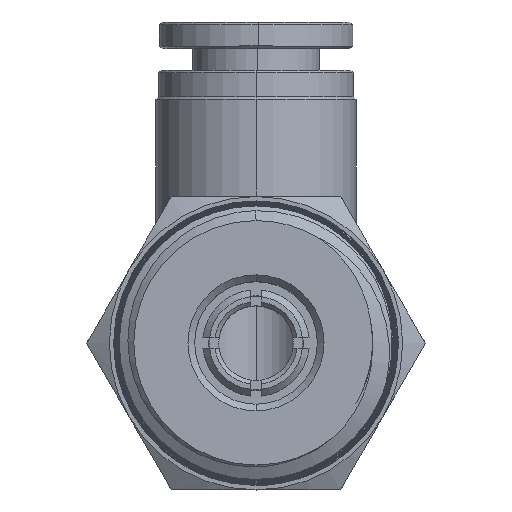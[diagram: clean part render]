
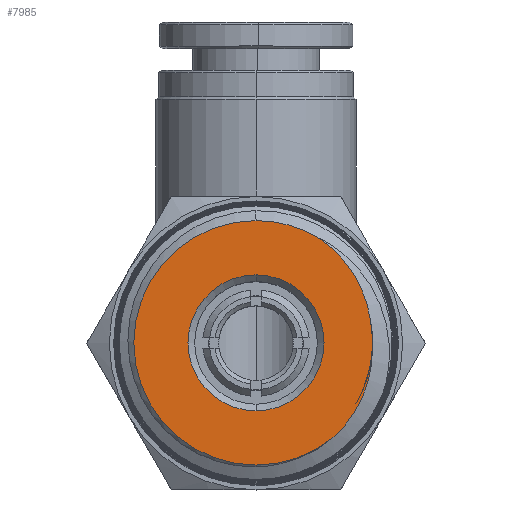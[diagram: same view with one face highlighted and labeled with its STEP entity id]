
A CAD part, top view. The second image highlights one B-rep face of the part: STEP entity #7985.
In plain terms, the highlighted planar face has unit normal (0, 0, 1).
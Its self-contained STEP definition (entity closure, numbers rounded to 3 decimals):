
#148 = EDGE_LOOP ( 'NONE', ( #29518, #25763, #6669, #22962, #16638, #21770 ) ) ;
#1076 = DIRECTION ( 'NONE',  ( 0., 0., 1. ) ) ;
#1517 = CARTESIAN_POINT ( 'NONE',  ( 8.515, -6.854, 28.4 ) ) ;
#1615 = CARTESIAN_POINT ( 'NONE',  ( 4.647, -1.199, 28.4 ) ) ;
#2043 = CARTESIAN_POINT ( 'NONE',  ( 8.734, -9.58, 28.4 ) ) ;
#2178 = CARTESIAN_POINT ( 'NONE',  ( 8.772, -8.882, 28.4 ) ) ;
#2344 = VERTEX_POINT ( 'NONE', #20673 ) ;
#2379 = CARTESIAN_POINT ( 'NONE',  ( 8.726, -8.18, 28.4 ) ) ;
#2408 = FACE_BOUND ( 'NONE', #14317, .T. ) ;
#3726 = CARTESIAN_POINT ( 'NONE',  ( 5.85, -16.157, 28.4 ) ) ;
#4174 = EDGE_CURVE ( 'NONE', #2344, #18409, #23361, .T. ) ;
#4584 = DIRECTION ( 'NONE',  ( 0., 0., -1. ) ) ;
#4926 = CIRCLE ( 'NONE', #27101, 9.166 ) ;
#5383 = AXIS2_PLACEMENT_3D ( 'NONE', #23370, #9314, #25756 ) ;
#5898 = ORIENTED_EDGE ( 'NONE', *, *, #9912, .T. ) ;
#6162 = CARTESIAN_POINT ( 'NONE',  ( 8.364, -6.235, 28.4 ) ) ;
#6356 = VERTEX_POINT ( 'NONE', #7613 ) ;
#6577 = CARTESIAN_POINT ( 'NONE',  ( 6.289, -15.729, 28.4 ) ) ;
#6669 = ORIENTED_EDGE ( 'NONE', *, *, #15865, .T. ) ;
#7027 = CIRCLE ( 'NONE', #26279, 9.166 ) ;
#7613 = CARTESIAN_POINT ( 'NONE',  ( 0., -14.2, 28.4 ) ) ;
#7723 = CARTESIAN_POINT ( 'NONE',  ( 0., -9.1, 28.4 ) ) ;
#7985 = ADVANCED_FACE ( 'NONE', ( #2408, #14738 ), #25398, .F. ) ;
#8000 = EDGE_CURVE ( 'NONE', #8717, #2344, #9398, .T. ) ;
#8027 = CARTESIAN_POINT ( 'NONE',  ( 0., -9.1, 28.4 ) ) ;
#8073 = ORIENTED_EDGE ( 'NONE', *, *, #13189, .T. ) ;
#8490 = CARTESIAN_POINT ( 'NONE',  ( 7.646, -4.454, 28.4 ) ) ;
#8717 = VERTEX_POINT ( 'NONE', #19821 ) ;
#8880 = CARTESIAN_POINT ( 'NONE',  ( 4.647, -1.199, 28.4 ) ) ;
#8917 = CARTESIAN_POINT ( 'NONE',  ( 6.889, -15.023, 28.4 ) ) ;
#9045 = EDGE_CURVE ( 'NONE', #21004, #10780, #20498, .T. ) ;
#9314 = DIRECTION ( 'NONE',  ( 0., 0., 1. ) ) ;
#9398 = B_SPLINE_CURVE_WITH_KNOTS ( 'NONE', 3,
 ( #13951, #2178, #2379, #18662 ),
 .UNSPECIFIED., .F., .F.,
 ( 4, 4 ),
 ( 0., 0.002 ),
 .UNSPECIFIED. ) ;
#9736 = CARTESIAN_POINT ( 'NONE',  ( 0., -4., 28.4 ) ) ;
#9912 = EDGE_CURVE ( 'NONE', #20023, #6356, #14891, .T. ) ;
#10056 = DIRECTION ( 'NONE',  ( 0., 1., 0. ) ) ;
#10362 = DIRECTION ( 'NONE',  ( 0., 1., 0. ) ) ;
#10780 = VERTEX_POINT ( 'NONE', #14006 ) ;
#10837 = CARTESIAN_POINT ( 'NONE',  ( 6.572, -2.876, 28.4 ) ) ;
#11260 = CARTESIAN_POINT ( 'NONE',  ( 7.732, -13.736, 28.4 ) ) ;
#11945 = EDGE_CURVE ( 'NONE', #15245, #8717, #28936, .T. ) ;
#12409 = AXIS2_PLACEMENT_3D ( 'NONE', #8027, #24450, #10362 ) ;
#12537 = AXIS2_PLACEMENT_3D ( 'NONE', #27892, #13755, #30284 ) ;
#13188 = CARTESIAN_POINT ( 'NONE',  ( 5.659, -1.97, 28.4 ) ) ;
#13189 = EDGE_CURVE ( 'NONE', #6356, #20023, #14966, .T. ) ;
#13611 = CARTESIAN_POINT ( 'NONE',  ( 8.419, -12.016, 28.4 ) ) ;
#13755 = DIRECTION ( 'NONE',  ( 0., 0., -1. ) ) ;
#13951 = CARTESIAN_POINT ( 'NONE',  ( 8.734, -9.58, 28.4 ) ) ;
#14006 = CARTESIAN_POINT ( 'NONE',  ( 0., -18.266, 28.4 ) ) ;
#14317 = EDGE_LOOP ( 'NONE', ( #8073, #5898 ) ) ;
#14738 = FACE_OUTER_BOUND ( 'NONE', #148, .T. ) ;
#14891 = CIRCLE ( 'NONE', #12409, 5.1 ) ;
#14966 = CIRCLE ( 'NONE', #19566, 5.1 ) ;
#14997 = CARTESIAN_POINT ( 'NONE',  ( 0., -9.1, 28.4 ) ) ;
#15245 = VERTEX_POINT ( 'NONE', #3726 ) ;
#15545 = CARTESIAN_POINT ( 'NONE',  ( 4.912, -1.374, 28.4 ) ) ;
#15865 = EDGE_CURVE ( 'NONE', #18409, #21004, #4926, .T. ) ;
#15979 = CARTESIAN_POINT ( 'NONE',  ( 8.736, -10.202, 28.4 ) ) ;
#16638 = ORIENTED_EDGE ( 'NONE', *, *, #20738, .T. ) ;
#17357 = DIRECTION ( 'NONE',  ( 0., 1., 0. ) ) ;
#17786 = CARTESIAN_POINT ( 'NONE',  ( 8.598, -7.493, 28.4 ) ) ;
#18409 = VERTEX_POINT ( 'NONE', #8880 ) ;
#18557 = CARTESIAN_POINT ( 'NONE',  ( 0., -9.1, 28.4 ) ) ;
#18662 = CARTESIAN_POINT ( 'NONE',  ( 8.598, -7.493, 28.4 ) ) ;
#19566 = AXIS2_PLACEMENT_3D ( 'NONE', #18557, #4584, #20908 ) ;
#19821 = CARTESIAN_POINT ( 'NONE',  ( 8.734, -9.58, 28.4 ) ) ;
#20023 = VERTEX_POINT ( 'NONE', #9736 ) ;
#20498 = CIRCLE ( 'NONE', #5383, 9.166 ) ;
#20673 = CARTESIAN_POINT ( 'NONE',  ( 8.598, -7.493, 28.4 ) ) ;
#20738 = EDGE_CURVE ( 'NONE', #10780, #15245, #7027, .T. ) ;
#20908 = DIRECTION ( 'NONE',  ( 0., 1., 0. ) ) ;
#21004 = VERTEX_POINT ( 'NONE', #27813 ) ;
#21770 = ORIENTED_EDGE ( 'NONE', *, *, #11945, .T. ) ;
#22540 = CARTESIAN_POINT ( 'NONE',  ( 7.931, -5.038, 28.4 ) ) ;
#22962 = ORIENTED_EDGE ( 'NONE', *, *, #9045, .T. ) ;
#22970 = CARTESIAN_POINT ( 'NONE',  ( 6.695, -15.267, 28.4 ) ) ;
#23361 = B_SPLINE_CURVE_WITH_KNOTS ( 'NONE', 3,
 ( #17786, #1517, #6162, #22540, #8490, #24939, #10837, #27316, #13188, #29707, #15545, #1615 ),
 .UNSPECIFIED., .F., .F.,
 ( 4, 2, 2, 2, 2, 4 ),
 ( 0., 0.002, 0.004, 0.006, 0.007, 0.008 ),
 .UNSPECIFIED. ) ;
#23370 = CARTESIAN_POINT ( 'NONE',  ( 0., -9.1, 28.4 ) ) ;
#24124 = DIRECTION ( 'NONE',  ( 0., 0., 1. ) ) ;
#24450 = DIRECTION ( 'NONE',  ( 0., 0., -1. ) ) ;
#24939 = CARTESIAN_POINT ( 'NONE',  ( 6.966, -3.375, 28.4 ) ) ;
#25362 = CARTESIAN_POINT ( 'NONE',  ( 7.428, -14.269, 28.4 ) ) ;
#25398 = PLANE ( 'NONE',  #12537 ) ;
#25756 = DIRECTION ( 'NONE',  ( 0., 1., 0. ) ) ;
#25763 = ORIENTED_EDGE ( 'NONE', *, *, #4174, .T. ) ;
#26279 = AXIS2_PLACEMENT_3D ( 'NONE', #14997, #1076, #17357 ) ;
#27101 = AXIS2_PLACEMENT_3D ( 'NONE', #7723, #24124, #10056 ) ;
#27316 = CARTESIAN_POINT ( 'NONE',  ( 5.896, -2.187, 28.4 ) ) ;
#27649 = CARTESIAN_POINT ( 'NONE',  ( 5.85, -16.157, 28.4 ) ) ;
#27752 = CARTESIAN_POINT ( 'NONE',  ( 8.227, -12.613, 28.4 ) ) ;
#27813 = CARTESIAN_POINT ( 'NONE',  ( 0., 0.066, 28.4 ) ) ;
#27892 = CARTESIAN_POINT ( 'NONE',  ( 0., -9.1, 28.4 ) ) ;
#28936 = B_SPLINE_CURVE_WITH_KNOTS ( 'NONE', 3,
 ( #27649, #30038, #6577, #22970, #8917, #25362, #11260, #27752, #13611, #30143, #15979, #2043 ),
 .UNSPECIFIED., .F., .F.,
 ( 4, 2, 2, 2, 2, 4 ),
 ( 0.005, 0.006, 0.007, 0.008, 0.01, 0.012 ),
 .UNSPECIFIED. ) ;
#29518 = ORIENTED_EDGE ( 'NONE', *, *, #8000, .T. ) ;
#29707 = CARTESIAN_POINT ( 'NONE',  ( 5.167, -1.564, 28.4 ) ) ;
#30038 = CARTESIAN_POINT ( 'NONE',  ( 6.075, -15.949, 28.4 ) ) ;
#30143 = CARTESIAN_POINT ( 'NONE',  ( 8.672, -10.813, 28.4 ) ) ;
#30284 = DIRECTION ( 'NONE',  ( 0., 1., 0. ) ) ;
